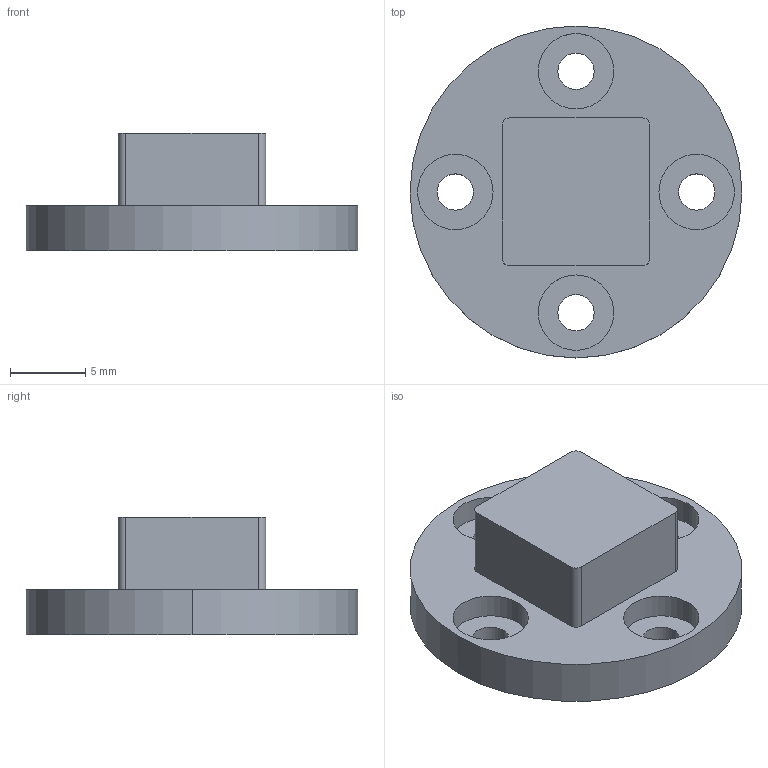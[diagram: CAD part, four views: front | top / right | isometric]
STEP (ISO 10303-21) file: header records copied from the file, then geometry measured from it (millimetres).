
FILE_DESCRIPTION (( 'STEP AP203' ), '1' );
FILE_NAME ('Sprzêg³o AX12.STEP', '2025-04-11T08:56:39', ( '' ), ( '' ), 'SwSTEP 2.0', 'SolidWorks 2024', '' );
FILE_SCHEMA (( 'CONFIG_CONTROL_DESIGN' ));
Length unit declared in the file: millimetre
Products named in the file (1): Sprzęgło AX12
Bounding box: 22 x 22 x 7.8 mm (x, y, z)
Volume: 1449.4 mm3; surface area: 1258.2 mm2
Topology: 1 solids, 1 shells, 33 faces, 78 edges, 52 vertices
Faces by surface type: cylinder 22, plane 11
Entity records: 1069 total; most frequent: DIRECTION 190, CARTESIAN_POINT 164, ORIENTED_EDGE 156, AXIS2_PLACEMENT_3D 78, EDGE_CURVE 78, VERTEX_POINT 52, EDGE_LOOP 46, CIRCLE 44
